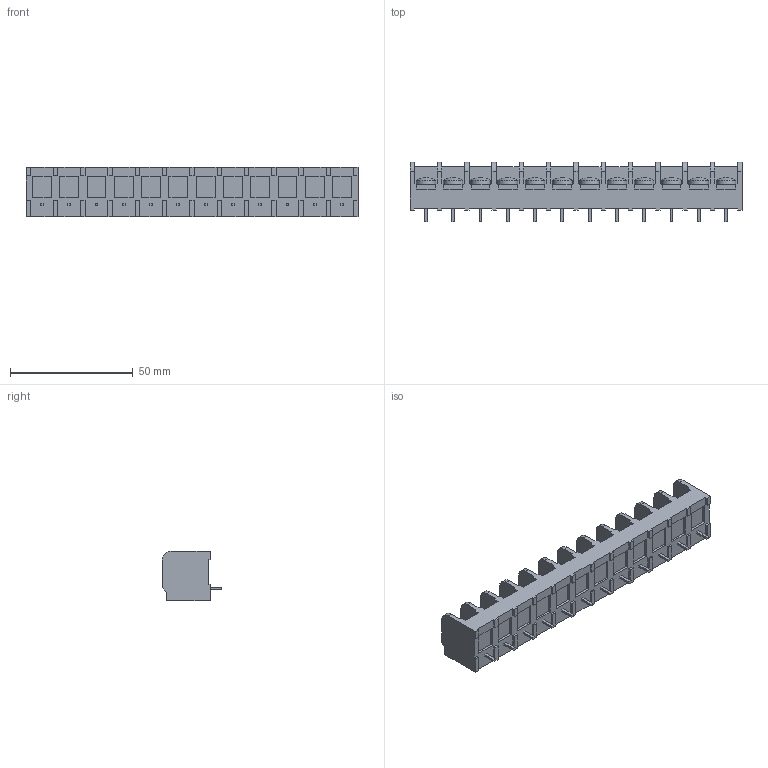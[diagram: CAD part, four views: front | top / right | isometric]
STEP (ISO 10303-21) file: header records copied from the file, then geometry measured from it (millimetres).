
FILE_DESCRIPTION(('STEP AP242'),'1');
FILE_NAME('4-1437658-5.stp','2023-05-17T13:03:42',('TraceParts'),('TraceParts S.A.'),'Spatial InterOp 3D',' ',' ');
FILE_SCHEMA(('AP242_MANAGED_MODEL_BASED_3D_ENGINEERING_MIM_LF {1 0 10303 442 1 1 4}'));
Length unit declared in the file: millimetre
Products named in the file (1): 4-1437658-5
Bounding box: 135.2 x 24.26 x 20.32 mm (x, y, z)
Volume: 32412.1 mm3; surface area: 20218.7 mm2
Topology: 1 solids, 1 shells, 1024 faces, 2859 edges, 1878 vertices
Faces by surface type: plane 901, cylinder 99, sphere 24
Entity records: 32168 total; most frequent: CARTESIAN_POINT 5738, ORIENTED_EDGE 5670, DIRECTION 5107, EDGE_CURVE 2835, LINE 2613, VECTOR 2613, VERTEX_POINT 1878, AXIS2_PLACEMENT_3D 1247
